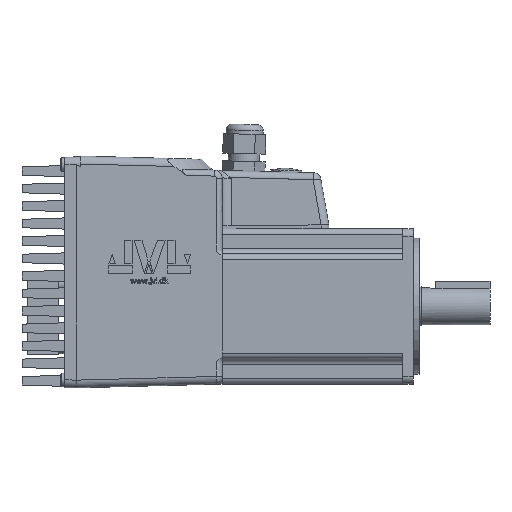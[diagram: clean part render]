
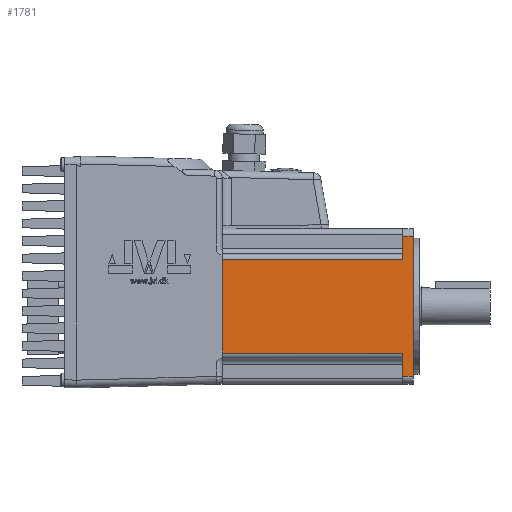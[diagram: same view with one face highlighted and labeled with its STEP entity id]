
A CAD part, front view. The second image highlights one B-rep face of the part: STEP entity #1781.
In plain terms, the highlighted planar face has unit normal (0, -1, 0).
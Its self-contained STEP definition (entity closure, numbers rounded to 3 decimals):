
#1781 = ADVANCED_FACE( '', ( #5112 ), #5113, .T. );
#5112 = FACE_OUTER_BOUND( '', #10415, .T. );
#5113 = PLANE( '', #10416 );
#10415 = EDGE_LOOP( '', ( #16765, #16766, #16767, #16768, #16769, #16770, #16771, #16772 ) );
#10416 = AXIS2_PLACEMENT_3D( '', #16773, #16774, #16775 );
#16765 = ORIENTED_EDGE( '', *, *, #31042, .T. );
#16766 = ORIENTED_EDGE( '', *, *, #31043, .T. );
#16767 = ORIENTED_EDGE( '', *, *, #31044, .T. );
#16768 = ORIENTED_EDGE( '', *, *, #31045, .F. );
#16769 = ORIENTED_EDGE( '', *, *, #31046, .F. );
#16770 = ORIENTED_EDGE( '', *, *, #31047, .T. );
#16771 = ORIENTED_EDGE( '', *, *, #31048, .F. );
#16772 = ORIENTED_EDGE( '', *, *, #31049, .F. );
#16773 = CARTESIAN_POINT( '', ( 40.328, -40., -24. ) );
#16774 = DIRECTION( '', ( 0., -1., 0. ) );
#16775 = DIRECTION( '', ( 0., 0., -1. ) );
#31042 = EDGE_CURVE( '', #36854, #36855, #36856, .T. );
#31043 = EDGE_CURVE( '', #36855, #36857, #36858, .T. );
#31044 = EDGE_CURVE( '', #36857, #36859, #36860, .T. );
#31045 = EDGE_CURVE( '', #36861, #36859, #36862, .T. );
#31046 = EDGE_CURVE( '', #36863, #36861, #36864, .T. );
#31047 = EDGE_CURVE( '', #36863, #36865, #36866, .T. );
#31048 = EDGE_CURVE( '', #36867, #36865, #36868, .T. );
#31049 = EDGE_CURVE( '', #36854, #36867, #36869, .T. );
#36854 = VERTEX_POINT( '', #45332 );
#36855 = VERTEX_POINT( '', #45333 );
#36856 = LINE( '', #45334, #45335 );
#36857 = VERTEX_POINT( '', #45336 );
#36858 = LINE( '', #45337, #45338 );
#36859 = VERTEX_POINT( '', #45339 );
#36860 = LINE( '', #45340, #45341 );
#36861 = VERTEX_POINT( '', #45342 );
#36862 = LINE( '', #45343, #45344 );
#36863 = VERTEX_POINT( '', #45345 );
#36864 = LINE( '', #45346, #45347 );
#36865 = VERTEX_POINT( '', #45348 );
#36866 = LINE( '', #45349, #45350 );
#36867 = VERTEX_POINT( '', #45351 );
#36868 = LINE( '', #45352, #45353 );
#36869 = LINE( '', #45354, #45355 );
#45332 = CARTESIAN_POINT( '', ( 40.328, -40., -24. ) );
#45333 = CARTESIAN_POINT( '', ( 133.328, -40., -24. ) );
#45334 = CARTESIAN_POINT( '', ( 40.328, -40., -24. ) );
#45335 = VECTOR( '', #57508, 1000. );
#45336 = CARTESIAN_POINT( '', ( 133.328, -40., -36. ) );
#45337 = CARTESIAN_POINT( '', ( 133.328, -40., -24. ) );
#45338 = VECTOR( '', #57509, 1000. );
#45339 = CARTESIAN_POINT( '', ( 138.828, -40., -36. ) );
#45340 = CARTESIAN_POINT( '', ( 106.328, -40., -36. ) );
#45341 = VECTOR( '', #57510, 1000. );
#45342 = CARTESIAN_POINT( '', ( 138.828, -40., 36. ) );
#45343 = CARTESIAN_POINT( '', ( 138.828, -40., 36. ) );
#45344 = VECTOR( '', #57511, 1000. );
#45345 = CARTESIAN_POINT( '', ( 133.328, -40., 36. ) );
#45346 = CARTESIAN_POINT( '', ( 106.328, -40., 36. ) );
#45347 = VECTOR( '', #57512, 1000. );
#45348 = CARTESIAN_POINT( '', ( 133.328, -40., 24. ) );
#45349 = CARTESIAN_POINT( '', ( 133.328, -40., 36. ) );
#45350 = VECTOR( '', #57513, 1000. );
#45351 = CARTESIAN_POINT( '', ( 40.328, -40., 24. ) );
#45352 = CARTESIAN_POINT( '', ( 40.328, -40., 24. ) );
#45353 = VECTOR( '', #57514, 1000. );
#45354 = CARTESIAN_POINT( '', ( 40.328, -40., -24. ) );
#45355 = VECTOR( '', #57515, 1000. );
#57508 = DIRECTION( '', ( 1., 0., 0. ) );
#57509 = DIRECTION( '', ( 0., 0., -1. ) );
#57510 = DIRECTION( '', ( 1., 0., 0. ) );
#57511 = DIRECTION( '', ( 0., 0., -1. ) );
#57512 = DIRECTION( '', ( 1., 0., 0. ) );
#57513 = DIRECTION( '', ( 0., 0., -1. ) );
#57514 = DIRECTION( '', ( 1., 0., 0. ) );
#57515 = DIRECTION( '', ( 0., 0., 1. ) );
